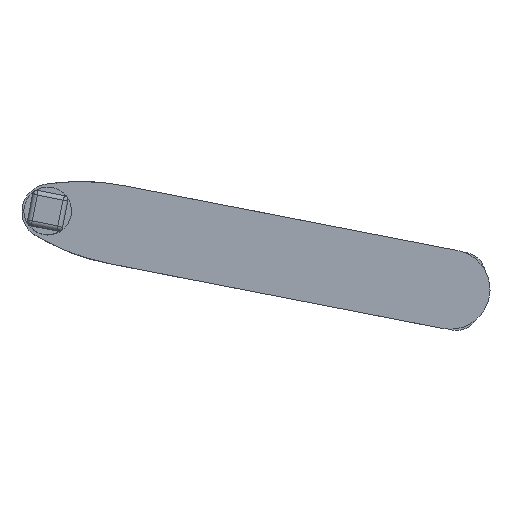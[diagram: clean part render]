
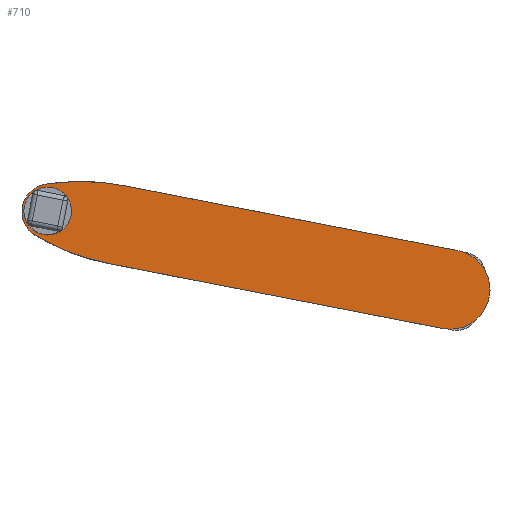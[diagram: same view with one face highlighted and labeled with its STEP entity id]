
A CAD part, top view. The second image highlights one B-rep face of the part: STEP entity #710.
In plain terms, the highlighted planar face has unit normal (0, 0, 1).
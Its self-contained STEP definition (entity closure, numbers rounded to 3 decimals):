
#15=FACE_BOUND('',#247,.T.);
#30=PLANE('',#785);
#68=LINE('',#1263,#126);
#71=LINE('',#1269,#129);
#72=LINE('',#1273,#130);
#73=LINE('',#1277,#131);
#126=VECTOR('',#928,10.);
#129=VECTOR('',#933,10.);
#130=VECTOR('',#936,10.);
#131=VECTOR('',#939,10.);
#201=FACE_OUTER_BOUND('',#246,.T.);
#246=EDGE_LOOP('',(#563,#564,#565,#566,#567,#568,#569,#570));
#247=EDGE_LOOP('',(#571));
#285=CIRCLE('',#780,28.25);
#288=CIRCLE('',#786,3.5);
#289=CIRCLE('',#787,28.25);
#290=CIRCLE('',#788,5.);
#291=CIRCLE('',#789,3.);
#338=VERTEX_POINT('',#1231);
#339=VERTEX_POINT('',#1233);
#346=VERTEX_POINT('',#1262);
#348=VERTEX_POINT('',#1268);
#349=VERTEX_POINT('',#1270);
#350=VERTEX_POINT('',#1272);
#351=VERTEX_POINT('',#1274);
#352=VERTEX_POINT('',#1276);
#353=VERTEX_POINT('',#1279);
#418=EDGE_CURVE('',#338,#339,#285,.T.);
#427=EDGE_CURVE('',#346,#339,#68,.F.);
#430=EDGE_CURVE('',#348,#338,#71,.T.);
#431=EDGE_CURVE('',#349,#348,#288,.T.);
#432=EDGE_CURVE('',#350,#349,#72,.T.);
#433=EDGE_CURVE('',#351,#350,#289,.T.);
#434=EDGE_CURVE('',#352,#351,#73,.T.);
#435=EDGE_CURVE('',#346,#352,#290,.T.);
#436=EDGE_CURVE('',#353,#353,#291,.F.);
#563=ORIENTED_EDGE('',*,*,#418,.F.);
#564=ORIENTED_EDGE('',*,*,#430,.F.);
#565=ORIENTED_EDGE('',*,*,#431,.F.);
#566=ORIENTED_EDGE('',*,*,#432,.F.);
#567=ORIENTED_EDGE('',*,*,#433,.F.);
#568=ORIENTED_EDGE('',*,*,#434,.F.);
#569=ORIENTED_EDGE('',*,*,#435,.F.);
#570=ORIENTED_EDGE('',*,*,#427,.T.);
#571=ORIENTED_EDGE('',*,*,#436,.T.);
#710=ADVANCED_FACE('',(#201,#15),#30,.F.);
#780=AXIS2_PLACEMENT_3D('',#1234,#915,#916);
#785=AXIS2_PLACEMENT_3D('',#1267,#931,#932);
#786=AXIS2_PLACEMENT_3D('',#1271,#934,#935);
#787=AXIS2_PLACEMENT_3D('',#1275,#937,#938);
#788=AXIS2_PLACEMENT_3D('',#1278,#940,#941);
#789=AXIS2_PLACEMENT_3D('',#1280,#942,#943);
#915=DIRECTION('center_axis',(0.,0.,
-1.));
#916=DIRECTION('ref_axis',(0.031,1.,0.));
#928=DIRECTION('',(0.982,-0.191,0.));
#931=DIRECTION('center_axis',(0.,0.,
-1.));
#932=DIRECTION('ref_axis',(-0.191,-0.982,0.));
#933=DIRECTION('',(0.992,0.129,0.));
#934=DIRECTION('center_axis',(0.,0.,
-1.));
#935=DIRECTION('ref_axis',(-0.129,0.992,0.));
#936=DIRECTION('',(-0.871,0.491,0.));
#937=DIRECTION('center_axis',(0.,0.,
-1.));
#938=DIRECTION('ref_axis',(-0.346,-0.938,0.));
#939=DIRECTION('',(-0.982,0.191,0.));
#940=DIRECTION('center_axis',(0.,0.,
-1.));
#941=DIRECTION('ref_axis',(0.559,-0.829,0.));
#942=DIRECTION('center_axis',(0.,0.,
1.));
#943=DIRECTION('ref_axis',(0.982,-0.191,0.));
#1231=CARTESIAN_POINT('',(-93.469,3.514,48.8));
#1233=CARTESIAN_POINT('',(-84.423,3.232,48.8));
#1234=CARTESIAN_POINT('Origin',(-89.813,-24.499,48.8));
#1262=CARTESIAN_POINT('',(-42.296,-4.957,48.8));
#1263=CARTESIAN_POINT('',(-69.291,0.291,48.8));
#1267=CARTESIAN_POINT('Origin',(-67.791,-5.095,48.8));
#1268=CARTESIAN_POINT('',(-94.19,3.419,48.8));
#1269=CARTESIAN_POINT('',(-81.084,5.13,48.8));
#1270=CARTESIAN_POINT('',(-95.457,-3.099,48.8));
#1271=CARTESIAN_POINT('Origin',(-93.737,-0.051,48.8));
#1272=CARTESIAN_POINT('',(-94.824,-3.457,48.8));
#1273=CARTESIAN_POINT('',(-83.946,-9.595,48.8));
#1274=CARTESIAN_POINT('',(-86.331,-6.584,48.8));
#1275=CARTESIAN_POINT('Origin',(-80.941,21.147,48.8));
#1276=CARTESIAN_POINT('',(-44.204,-14.773,48.8));
#1277=CARTESIAN_POINT('',(-95.641,-4.775,48.8));
#1278=CARTESIAN_POINT('Origin',(-43.25,-9.865,48.8));
#1279=CARTESIAN_POINT('',(-96.945,0.572,48.8));
#1280=CARTESIAN_POINT('Origin',(-94.,0.,48.8));
